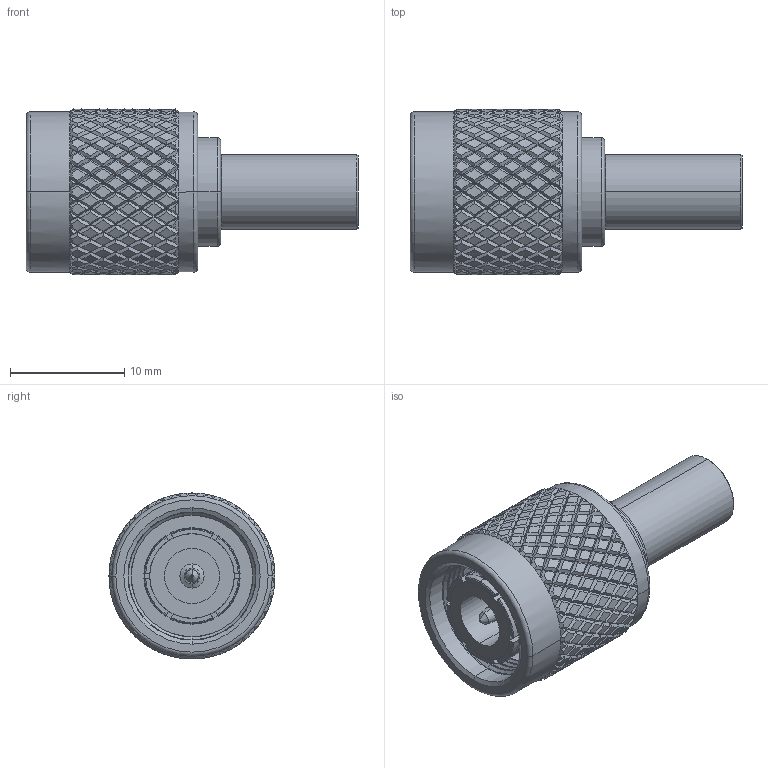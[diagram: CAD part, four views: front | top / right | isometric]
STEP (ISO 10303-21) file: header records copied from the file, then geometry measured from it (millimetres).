
FILE_DESCRIPTION (( 'STEP AP214' ), '1' );
FILE_NAME ('BAC545_3D.step', '2024-06-28T20:50:53', ( '' ), ( '' ), 'SwSTEP 2.0', 'SolidWorks 2022', '' );
FILE_SCHEMA (( 'AUTOMOTIVE_DESIGN' ));
Length unit declared in the file: millimetre
Products named in the file (4): BAC545-MA3_默认; BAC545-MA2_默认; BAC545_3D; BAC545-MA1_默认
Assembly tree (3 placements, depth 2):
  BAC545_3D
    BAC545-MA1_默认
    BAC545-MA2_默认
    BAC545-MA3_默认
Bounding box: 29 x 14.5 x 14.5 mm (x, y, z)
Volume: 2066.8 mm3; surface area: 3154.4 mm2
Topology: 3 solids, 4 shells, 2408 faces, 4985 edges, 2594 vertices
Faces by surface type: bspline 1620, cylinder 510, cone 160, plane 72, torus 46
Entity records: 105338 total; most frequent: CARTESIAN_POINT 73504, ORIENTED_EDGE 9966, EDGE_CURVE 4983, DIRECTION 2762, VERTEX_POINT 2594, EDGE_LOOP 2427, FACE_OUTER_BOUND 2408, ADVANCED_FACE 2408
